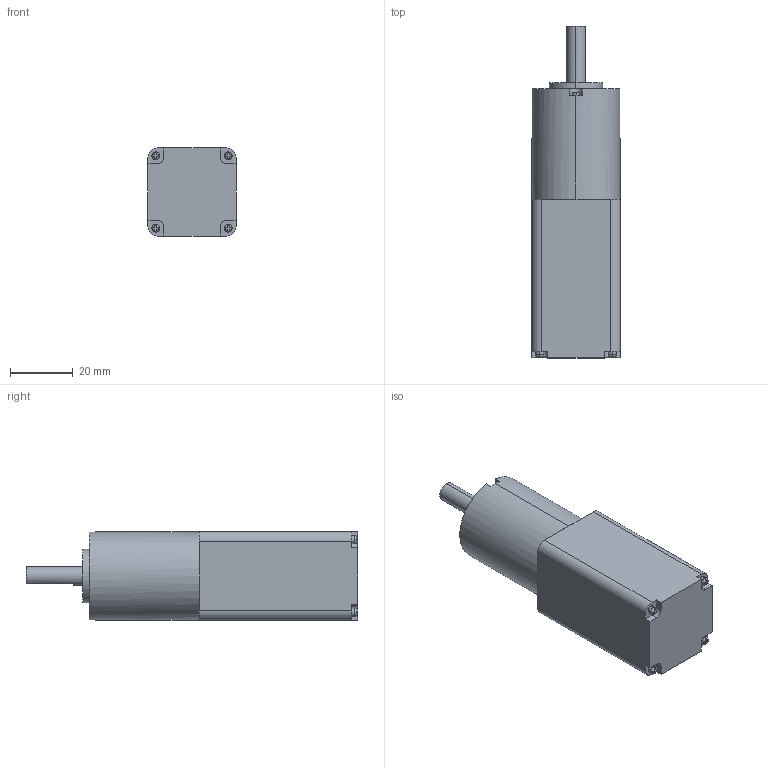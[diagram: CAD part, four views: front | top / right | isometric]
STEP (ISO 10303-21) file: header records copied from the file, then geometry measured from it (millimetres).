
FILE_DESCRIPTION (( 'STEP AP203' ), '1' );
FILE_NAME ('28SG2100-016.STEP', '2021-07-23T03:27:55', ( '微软用户' ), ( '微软中国' ), 'SwSTEP 2.0', 'SolidWorks 2016', '' );
FILE_SCHEMA (( 'CONFIG_CONTROL_DESIGN' ));
Length unit declared in the file: millimetre
Products named in the file (1): 28SG2100-016
Bounding box: 28 x 105.4 x 28 mm (x, y, z)
Volume: 61328.3 mm3; surface area: 10842.3 mm2
Topology: 1 solids, 1 shells, 237 faces, 613 edges, 404 vertices
Faces by surface type: plane 176, cylinder 53, torus 8
Entity records: 7414 total; most frequent: CARTESIAN_POINT 1527, ORIENTED_EDGE 1226, DIRECTION 1155, EDGE_CURVE 613, VECTOR 435, LINE 435, VERTEX_POINT 404, AXIS2_PLACEMENT_3D 360
